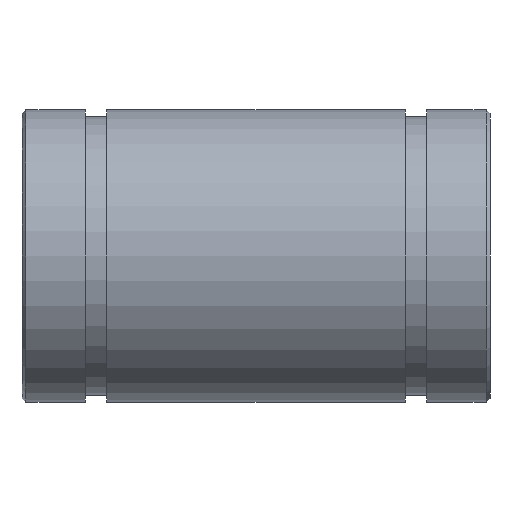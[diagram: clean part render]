
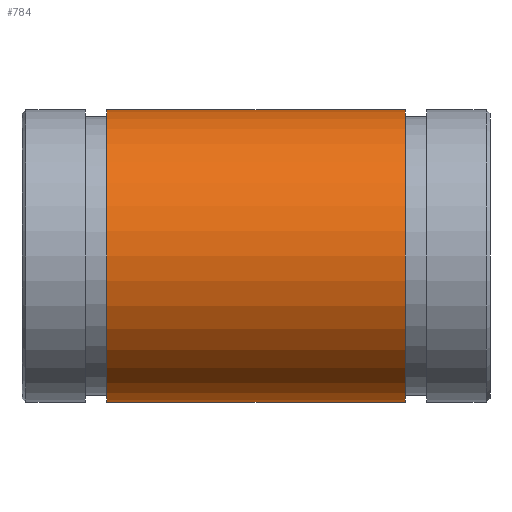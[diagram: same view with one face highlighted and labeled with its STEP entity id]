
A CAD part, front view. The second image highlights one B-rep face of the part: STEP entity #784.
In plain terms, the highlighted cylindrical face has radius 7.5 mm (diameter 15 mm), a partial arc.
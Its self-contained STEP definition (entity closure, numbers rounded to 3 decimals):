
#19 = EDGE_CURVE ( 'NONE', #316, #826, #671, .T. ) ;
#32 = CARTESIAN_POINT ( 'NONE',  ( 0., 0., 7.5 ) ) ;
#85 = LINE ( 'NONE', #140, #203 ) ;
#96 = EDGE_CURVE ( 'NONE', #667, #826, #212, .T. ) ;
#106 = EDGE_LOOP ( 'NONE', ( #374, #320, #694, #237 ) ) ;
#123 = VERTEX_POINT ( 'NONE', #482 ) ;
#140 = CARTESIAN_POINT ( 'NONE',  ( 0., 0., -7.5 ) ) ;
#186 = DIRECTION ( 'NONE',  ( 0., 0., 1. ) ) ;
#203 = VECTOR ( 'NONE', #338, 1000. ) ;
#212 = CIRCLE ( 'NONE', #257, 7.5 ) ;
#215 = DIRECTION ( 'NONE',  ( -1., 0., 0. ) ) ;
#237 = ORIENTED_EDGE ( 'NONE', *, *, #96, .F. ) ;
#238 = DIRECTION ( 'NONE',  ( -1., 0., 0. ) ) ;
#257 = AXIS2_PLACEMENT_3D ( 'NONE', #799, #215, #678 ) ;
#301 = FACE_OUTER_BOUND ( 'NONE', #106, .T. ) ;
#305 = CIRCLE ( 'NONE', #627, 7.5 ) ;
#316 = VERTEX_POINT ( 'NONE', #381 ) ;
#320 = ORIENTED_EDGE ( 'NONE', *, *, #755, .T. ) ;
#338 = DIRECTION ( 'NONE',  ( -1., 0., 0. ) ) ;
#364 = CYLINDRICAL_SURFACE ( 'NONE', #695, 7.5 ) ;
#374 = ORIENTED_EDGE ( 'NONE', *, *, #564, .F. ) ;
#381 = CARTESIAN_POINT ( 'NONE',  ( 19.65, 0., 7.5 ) ) ;
#482 = CARTESIAN_POINT ( 'NONE',  ( 19.65, 0., -7.5 ) ) ;
#497 = DIRECTION ( 'NONE',  ( -1., 0., 0. ) ) ;
#564 = EDGE_CURVE ( 'NONE', #123, #667, #85, .T. ) ;
#627 = AXIS2_PLACEMENT_3D ( 'NONE', #812, #238, #186 ) ;
#640 = CARTESIAN_POINT ( 'NONE',  ( 4.35, 0., -7.5 ) ) ;
#667 = VERTEX_POINT ( 'NONE', #640 ) ;
#671 = LINE ( 'NONE', #32, #783 ) ;
#678 = DIRECTION ( 'NONE',  ( 0., 0., 1. ) ) ;
#692 = DIRECTION ( 'NONE',  ( 0., 0., 1. ) ) ;
#694 = ORIENTED_EDGE ( 'NONE', *, *, #19, .T. ) ;
#695 = AXIS2_PLACEMENT_3D ( 'NONE', #816, #497, #692 ) ;
#755 = EDGE_CURVE ( 'NONE', #123, #316, #305, .T. ) ;
#783 = VECTOR ( 'NONE', #792, 1000. ) ;
#784 = ADVANCED_FACE ( 'NONE', ( #301 ), #364, .T. ) ;
#792 = DIRECTION ( 'NONE',  ( -1., 0., 0. ) ) ;
#799 = CARTESIAN_POINT ( 'NONE',  ( 4.35, 0., 0. ) ) ;
#812 = CARTESIAN_POINT ( 'NONE',  ( 19.65, 0., 0. ) ) ;
#816 = CARTESIAN_POINT ( 'NONE',  ( 0., 0., 0. ) ) ;
#821 = CARTESIAN_POINT ( 'NONE',  ( 4.35, 0., 7.5 ) ) ;
#826 = VERTEX_POINT ( 'NONE', #821 ) ;
